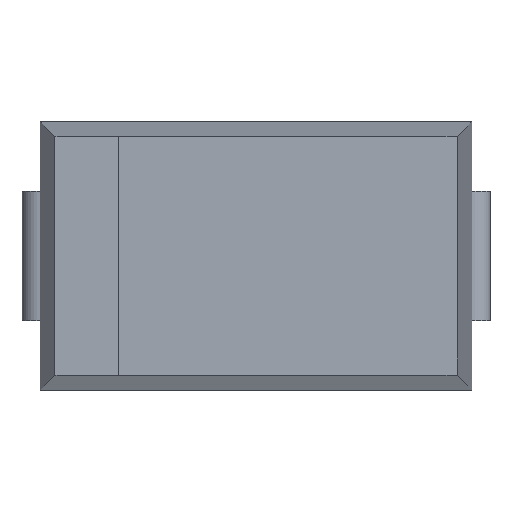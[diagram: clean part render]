
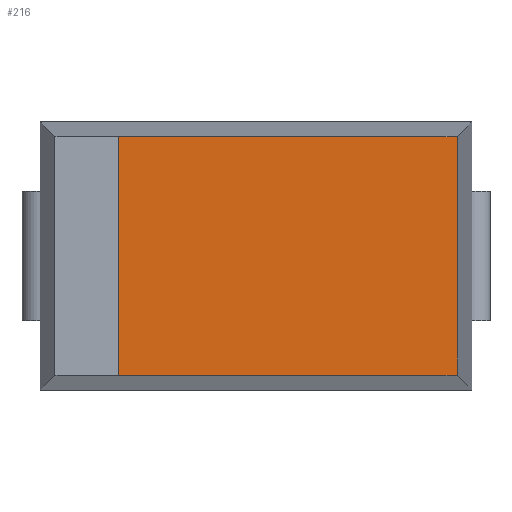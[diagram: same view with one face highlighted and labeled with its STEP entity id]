
A CAD part, top view. The second image highlights one B-rep face of the part: STEP entity #216.
In plain terms, the highlighted planar face has unit normal (0, 0, 1).
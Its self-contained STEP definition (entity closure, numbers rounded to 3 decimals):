
#21 = DIRECTION ( 'NONE',  ( -1., 0., 0. ) ) ;
#46 = AXIS2_PLACEMENT_3D ( 'NONE', #447, #1121, #266 ) ;
#141 = DIRECTION ( 'NONE',  ( 0., 1., 0. ) ) ;
#216 = ADVANCED_FACE ( 'NONE', ( #367 ), #1240, .T. ) ;
#247 = VECTOR ( 'NONE', #21, 1000. ) ;
#263 = EDGE_CURVE ( 'NONE', #1029, #586, #1223, .T. ) ;
#266 = DIRECTION ( 'NONE',  ( 1., 0., 0. ) ) ;
#282 = ORIENTED_EDGE ( 'NONE', *, *, #1099, .F. ) ;
#322 = CARTESIAN_POINT ( 'NONE',  ( 2.212, 1.475, 2.65 ) ) ;
#332 = VERTEX_POINT ( 'NONE', #941 ) ;
#340 = EDGE_LOOP ( 'NONE', ( #282, #547, #364, #1214 ) ) ;
#364 = ORIENTED_EDGE ( 'NONE', *, *, #1168, .T. ) ;
#367 = FACE_OUTER_BOUND ( 'NONE', #340, .T. ) ;
#447 = CARTESIAN_POINT ( 'NONE',  ( 0., 0., 2.65 ) ) ;
#511 = CARTESIAN_POINT ( 'NONE',  ( -2.375, 1.312, 2.65 ) ) ;
#543 = LINE ( 'NONE', #1017, #635 ) ;
#547 = ORIENTED_EDGE ( 'NONE', *, *, #263, .T. ) ;
#554 = CARTESIAN_POINT ( 'NONE',  ( 2.375, -1.312, 2.65 ) ) ;
#583 = LINE ( 'NONE', #322, #661 ) ;
#586 = VERTEX_POINT ( 'NONE', #1109 ) ;
#635 = VECTOR ( 'NONE', #141, 1000. ) ;
#661 = VECTOR ( 'NONE', #988, 1000. ) ;
#663 = EDGE_CURVE ( 'NONE', #332, #1265, #1006, .T. ) ;
#941 = CARTESIAN_POINT ( 'NONE',  ( 2.212, 1.312, 2.65 ) ) ;
#988 = DIRECTION ( 'NONE',  ( 0., 1., 0. ) ) ;
#1006 = LINE ( 'NONE', #511, #247 ) ;
#1017 = CARTESIAN_POINT ( 'NONE',  ( -1.512, -1.312, 2.65 ) ) ;
#1029 = VERTEX_POINT ( 'NONE', #1150 ) ;
#1099 = EDGE_CURVE ( 'NONE', #1029, #1265, #543, .T. ) ;
#1109 = CARTESIAN_POINT ( 'NONE',  ( 2.212, -1.312, 2.65 ) ) ;
#1121 = DIRECTION ( 'NONE',  ( 0., 0., 1. ) ) ;
#1150 = CARTESIAN_POINT ( 'NONE',  ( -1.512, -1.312, 2.65 ) ) ;
#1168 = EDGE_CURVE ( 'NONE', #586, #332, #583, .T. ) ;
#1184 = VECTOR ( 'NONE', #1215, 1000. ) ;
#1214 = ORIENTED_EDGE ( 'NONE', *, *, #663, .T. ) ;
#1215 = DIRECTION ( 'NONE',  ( 1., 0., 0. ) ) ;
#1216 = CARTESIAN_POINT ( 'NONE',  ( -1.512, 1.312, 2.65 ) ) ;
#1223 = LINE ( 'NONE', #554, #1184 ) ;
#1240 = PLANE ( 'NONE',  #46 ) ;
#1265 = VERTEX_POINT ( 'NONE', #1216 ) ;
